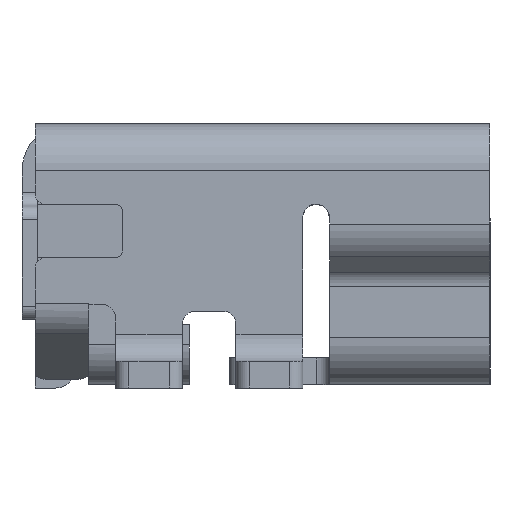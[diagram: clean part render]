
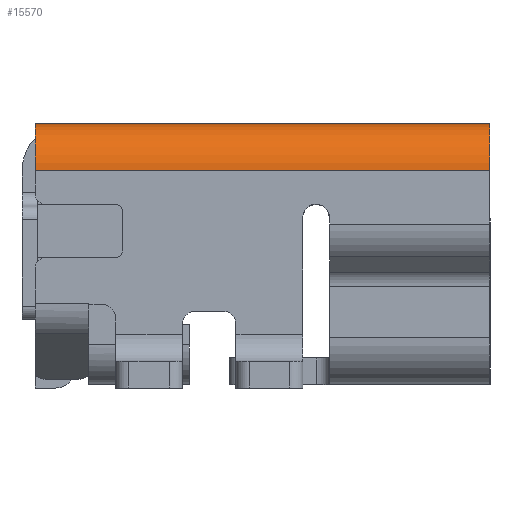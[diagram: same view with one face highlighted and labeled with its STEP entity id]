
A CAD part, left-side view. The second image highlights one B-rep face of the part: STEP entity #15570.
In plain terms, the highlighted cylindrical face has radius 0.7 mm (diameter 1.4 mm), a partial arc.
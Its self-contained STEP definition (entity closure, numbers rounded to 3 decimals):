
#15160=CARTESIAN_POINT('',(3.276,0.,
-0.3));
#15170=DIRECTION('',(0.,-1.,0.));
#15180=DIRECTION('',(1.,0.,0.));
#15190=AXIS2_PLACEMENT_3D('',#15160,#15170,#15180);
#15200=CYLINDRICAL_SURFACE('',#15190,0.7);
#15210=CARTESIAN_POINT('',(3.276,2.021,-0.3));
#15220=DIRECTION('',(0.,-1.,0.));
#15230=DIRECTION('',(1.,0.,0.));
#15240=AXIS2_PLACEMENT_3D('',#15210,#15220,#15230);
#15250=CIRCLE('',#15240,0.7);
#15260=CARTESIAN_POINT('',(3.976,2.021,-0.3));
#15270=VERTEX_POINT('',#15260);
#15280=CARTESIAN_POINT('',(3.276,2.021,0.4));
#15290=VERTEX_POINT('',#15280);
#15300=EDGE_CURVE('',#15270,#15290,#15250,.T.);
#15310=ORIENTED_EDGE('',*,*,#15300,.T.);
#15320=CARTESIAN_POINT('',(3.976,0.,
-0.3));
#15330=DIRECTION('',(0.,-1.,0.));
#15340=VECTOR('',#15330,1.);
#15350=LINE('',#15320,#15340);
#15360=CARTESIAN_POINT('',(3.976,-4.779,-0.3));
#15370=VERTEX_POINT('',#15360);
#15380=EDGE_CURVE('',#15270,#15370,#15350,.T.);
#15390=ORIENTED_EDGE('',*,*,#15380,.F.);
#15400=CARTESIAN_POINT('',(3.276,-4.779,-0.3));
#15410=DIRECTION('',(0.,-1.,0.));
#15420=DIRECTION('',(1.,0.,0.));
#15430=AXIS2_PLACEMENT_3D('',#15400,#15410,#15420);
#15440=CIRCLE('',#15430,0.7);
#15450=CARTESIAN_POINT('',(3.276,-4.779,0.4));
#15460=VERTEX_POINT('',#15450);
#15470=EDGE_CURVE('',#15370,#15460,#15440,.T.);
#15480=ORIENTED_EDGE('',*,*,#15470,.F.);
#15490=CARTESIAN_POINT('',(3.276,0.,
0.4));
#15500=DIRECTION('',(0.,-1.,0.));
#15510=VECTOR('',#15500,1.);
#15520=LINE('',#15490,#15510);
#15530=EDGE_CURVE('',#15290,#15460,#15520,.T.);
#15540=ORIENTED_EDGE('',*,*,#15530,.T.);
#15550=EDGE_LOOP('',(#15540,#15480,#15390,#15310));
#15560=FACE_OUTER_BOUND('',#15550,.T.);
#15570=ADVANCED_FACE('',(#15560),#15200,.T.);
